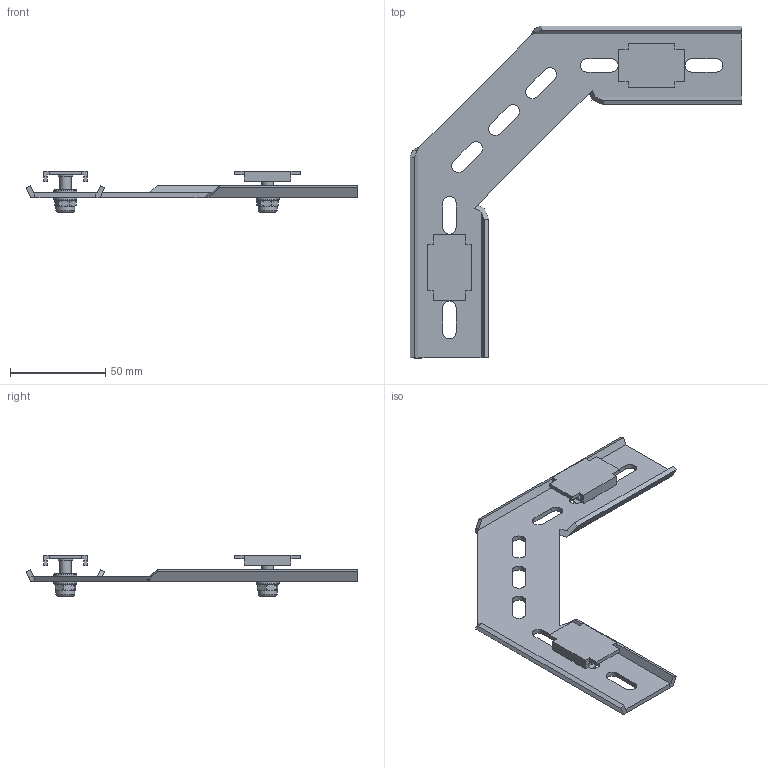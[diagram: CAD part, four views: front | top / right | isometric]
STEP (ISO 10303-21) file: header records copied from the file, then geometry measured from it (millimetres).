
FILE_DESCRIPTION (( 'STEP AP214' ), '1' );
FILE_NAME ('6016278.stp', '2021-03-29T13:55:38', ( '' ), ( '' ), 'SwSTEP 2.0', 'SolidWorks 2020', '' );
FILE_SCHEMA (( 'AUTOMOTIVE_DESIGN' ));
Length unit declared in the file: millimetre
Products named in the file (8): KTS 09.016-030_Klemmteil; KTS 09.016-023_Standard; BJ010-01 SW_GM 6 x 20; 6016278; KTS 09.018-008_MW 45; 009201_Washer DIN 125 - B 6.4; 010661_DIN EN ISO 10511 - M6 - S
Assembly tree (13 placements, depth 3):
  6016278
    KTS 09.018-008_MW 45
    KTS 09.016-023_Standard
      KTS 09.016-030_Klemmteil
      BJ010-01 SW_GM 6 x 20
    KTS 09.016-023_Standard
      KTS 09.016-030_Klemmteil
      BJ010-01 SW_GM 6 x 20
    009201_Washer DIN 125 - B 6.4  x4
    010661_DIN EN ISO 10511 - M6 - S  x2
Bounding box: 174.45 x 174.45 x 22 mm (x, y, z)
Volume: 33220.6 mm3; surface area: 31400.6 mm2
Topology: 11 solids, 11 shells, 196 faces, 482 edges, 310 vertices
Faces by surface type: plane 126, cylinder 36, cone 30, bspline 2, torus 2
Full cylindrical faces by diameter (mm): 5 x2, 6 x2, 6.4 x4, 7.143 x2, 7.5 x2, 10 x2, 12 x4
Entity records: 4260 total; most frequent: CARTESIAN_POINT 863, ORIENTED_EDGE 630, DIRECTION 624, EDGE_CURVE 315, LINE 216, VECTOR 216, VERTEX_POINT 211, AXIS2_PLACEMENT_3D 204
